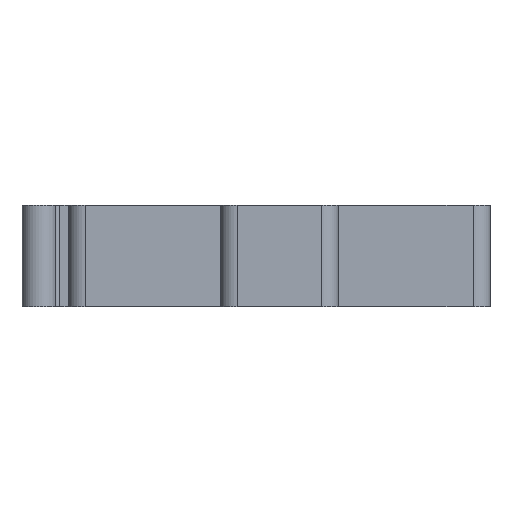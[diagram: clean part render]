
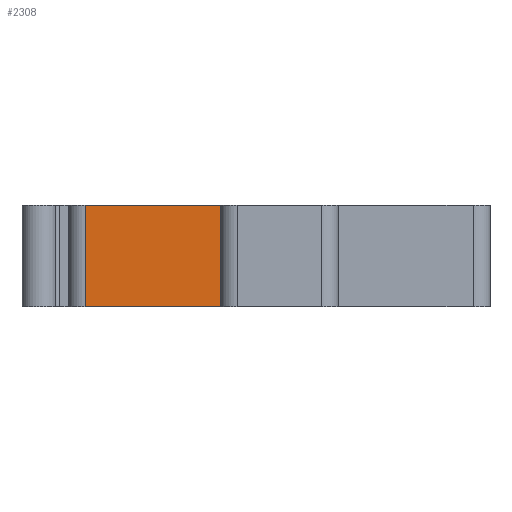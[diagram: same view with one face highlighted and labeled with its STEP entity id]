
A CAD part, front view. The second image highlights one B-rep face of the part: STEP entity #2308.
In plain terms, the highlighted planar face has unit normal (0, -1, 0).
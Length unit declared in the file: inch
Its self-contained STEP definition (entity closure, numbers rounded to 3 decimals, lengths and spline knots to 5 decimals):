
#123=PLANE('',#2580);
#223=FACE_OUTER_BOUND('',#377,.T.);
#377=EDGE_LOOP('',(#1944,#1945,#1946,#1947));
#468=LINE('',#3441,#643);
#584=LINE('',#3883,#759);
#585=LINE('',#3886,#760);
#586=LINE('',#3887,#761);
#643=VECTOR('',#2737,0.3937);
#759=VECTOR('',#3213,0.3937);
#760=VECTOR('',#3216,0.3937);
#761=VECTOR('',#3217,0.3937);
#994=VERTEX_POINT('',#3438);
#995=VERTEX_POINT('',#3440);
#1141=VERTEX_POINT('',#3881);
#1142=VERTEX_POINT('',#3885);
#1223=EDGE_CURVE('',#994,#995,#468,.T.);
#1445=EDGE_CURVE('',#1141,#995,#584,.T.);
#1446=EDGE_CURVE('',#1141,#1142,#585,.T.);
#1447=EDGE_CURVE('',#1142,#994,#586,.T.);
#1944=ORIENTED_EDGE('',*,*,#1446,.F.);
#1945=ORIENTED_EDGE('',*,*,#1445,.T.);
#1946=ORIENTED_EDGE('',*,*,#1223,.F.);
#1947=ORIENTED_EDGE('',*,*,#1447,.F.);
#2308=ADVANCED_FACE('',(#223),#123,.T.);
#2580=AXIS2_PLACEMENT_3D('',#3884,#3214,#3215);
#2737=DIRECTION('',(-1.,0.,0.));
#3213=DIRECTION('',(0.,0.,-1.));
#3214=DIRECTION('center_axis',(0.,-1.,0.));
#3215=DIRECTION('ref_axis',(-1.,0.,0.));
#3216=DIRECTION('',(1.,0.,0.));
#3217=DIRECTION('',(0.,0.,-1.));
#3438=CARTESIAN_POINT('',(0.40178,1.58288,-0.47244));
#3440=CARTESIAN_POINT('',(-0.30688,1.58288,-0.47244));
#3441=CARTESIAN_POINT('',(-0.30688,1.58288,-0.47244));
#3881=CARTESIAN_POINT('',(-0.30688,1.58288,0.));
#3883=CARTESIAN_POINT('',(-0.30688,1.58288,0.));
#3884=CARTESIAN_POINT('Origin',(0.40178,1.58288,0.));
#3885=CARTESIAN_POINT('',(0.40178,1.58288,0.));
#3886=CARTESIAN_POINT('',(-0.30688,1.58288,0.));
#3887=CARTESIAN_POINT('',(0.40178,1.58288,0.));
